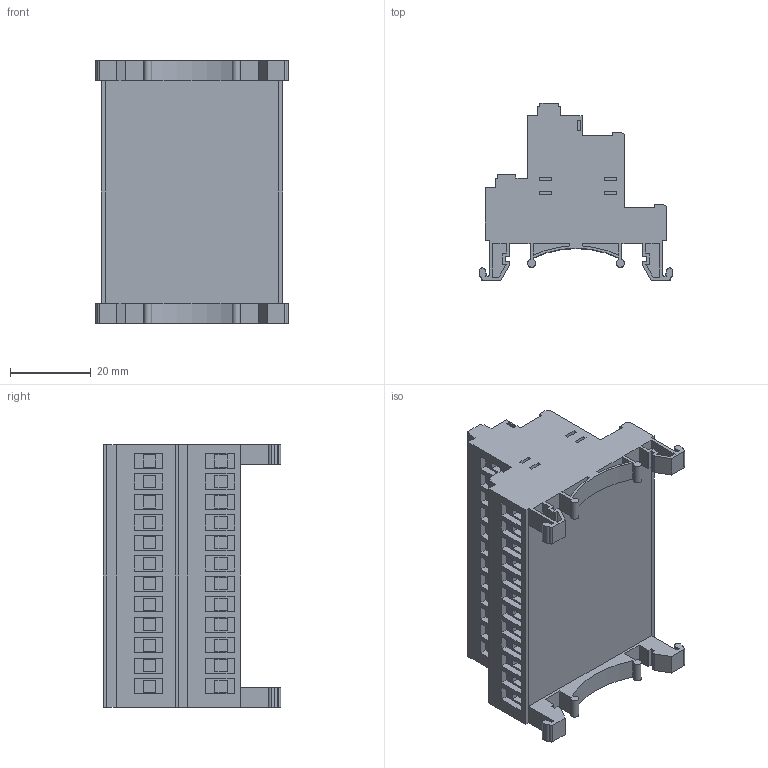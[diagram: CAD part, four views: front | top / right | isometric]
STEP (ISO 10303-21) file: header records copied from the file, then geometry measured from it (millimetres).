
FILE_DESCRIPTION (( 'STEP AP203' ), '1' );
FILE_NAME ('SOKETLI BASKILI DEVRE KLEMENSI - 5,08 RAY TIPI KATLI SOKET KLEMENS 12 LI.STEP', '2018-09-19T08:26:35', ( 'user' ), ( '' ), 'SwSTEP 2.0', 'SolidWorks 2016', '' );
FILE_SCHEMA (( 'CONFIG_CONTROL_DESIGN' ));
Length unit declared in the file: millimetre
Products named in the file (1): SOKETLI BASKILI DEVRE KLEMENSI - 5,08  RAY TIPI KATLI SOKET KLEMENS 12 LI
Bounding box: 48.13 x 44 x 65.16 mm (x, y, z)
Volume: 55420.9 mm3; surface area: 20684.9 mm2
Topology: 1 solids, 1 shells, 956 faces, 2538 edges, 1692 vertices
Faces by surface type: plane 824, cylinder 132
Entity records: 29475 total; most frequent: CARTESIAN_POINT 5187, ORIENTED_EDGE 5076, DIRECTION 4812, EDGE_CURVE 2538, VECTOR 2178, LINE 2178, VERTEX_POINT 1692, AXIS2_PLACEMENT_3D 1317
